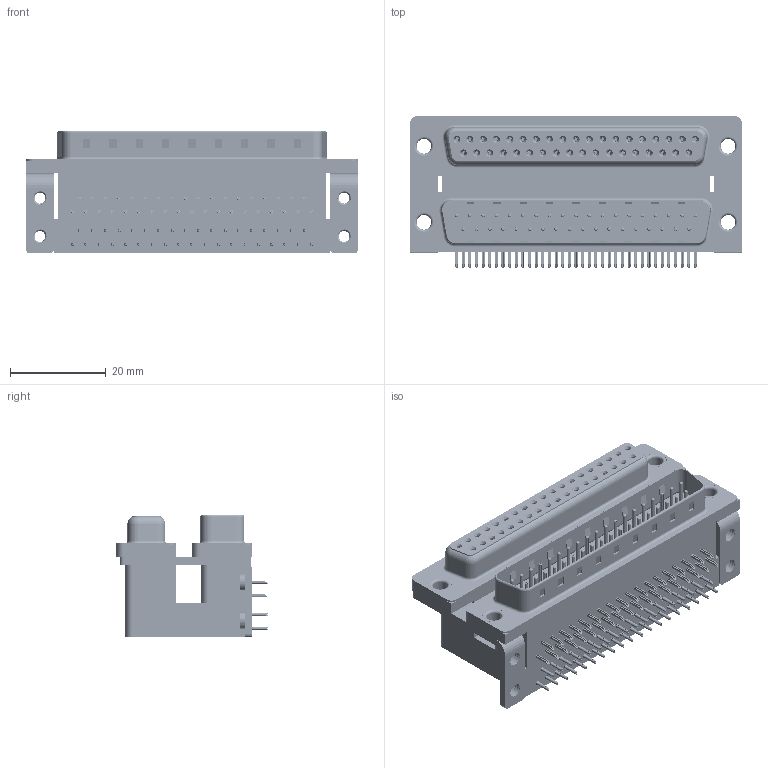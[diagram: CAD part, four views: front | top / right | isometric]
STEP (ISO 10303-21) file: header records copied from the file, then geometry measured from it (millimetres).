
FILE_DESCRIPTION (( 'STEP AP203' ), '1' );
FILE_NAME ('664-037-264-054.STEP', '2022-06-20T19:18:02', ( '' ), ( '' ), 'SwSTEP 2.0', 'SolidWorks 2020', '' );
FILE_SCHEMA (( 'CONFIG_CONTROL_DESIGN' ));
Length unit declared in the file: millimetre
Products named in the file (13): 664 Shell Receptacle_37 Contacts; 664 Mounting Bracket_ThruL; 664 Housing Upper_37 Contacts L; 664-037-264-054; 664 Contact Top Upper_L; 664 Housing Spacer_37 Contacts L; 664 Shell Plug_37 Contacts; 664 Housing Lower_37 Contacts; 664 Contact Top Lower; 664 Thru Hole Rivet; 664 4-40 Threaded Board Mount; 664 Contact Bottom Lower; 664 Contact Bottom Upper_L
Assembly tree (89 placements, depth 2):
  664-037-264-054
    664 Housing Lower_37 Contacts
    664 Housing Spacer_37 Contacts L
    664 Housing Upper_37 Contacts L
    664 Shell Plug_37 Contacts
    664 Shell Receptacle_37 Contacts
    664 Contact Bottom Lower  x18
    664 Contact Top Lower  x19
    664 Contact Bottom Upper_L  x18
    664 Contact Top Upper_L  x19
    664 Mounting Bracket_ThruL  x2
    664 4-40 Threaded Board Mount  x4
    664 Thru Hole Rivet  x4
Bounding box: 69.32 x 31.61 x 25.6 mm (x, y, z)
Volume: 29801.7 mm3; surface area: 31653.5 mm2
Topology: 89 solids, 89 shells, 9001 faces, 23137 edges, 14437 vertices
Faces by surface type: plane 4753, cylinder 2217, bspline 1272, cone 484, torus 275
Entity records: 67605 total; most frequent: CARTESIAN_POINT 15304, ORIENTED_EDGE 10082, DIRECTION 9748, EDGE_CURVE 5041, VECTOR 3796, LINE 3796, VERTEX_POINT 3249, AXIS2_PLACEMENT_3D 2976
